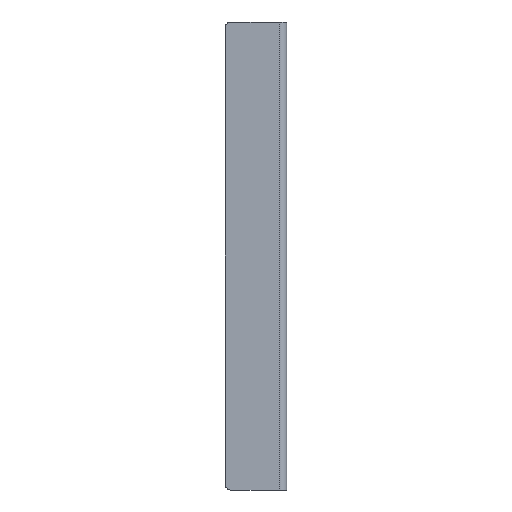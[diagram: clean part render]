
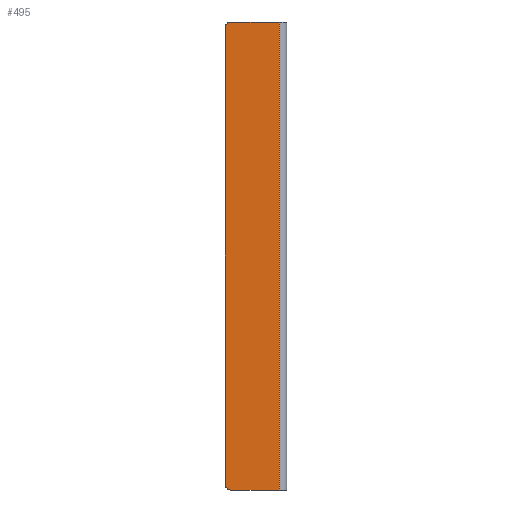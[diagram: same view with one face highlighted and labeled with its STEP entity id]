
A CAD part, left-side view. The second image highlights one B-rep face of the part: STEP entity #495.
In plain terms, the highlighted planar face has unit normal (-1, 0, 0).
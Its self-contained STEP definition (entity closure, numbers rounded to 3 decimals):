
#32=PLANE('',#568);
#59=FACE_OUTER_BOUND('',#89,.T.);
#89=EDGE_LOOP('',(#405,#406,#407,#408,#409,#410));
#121=LINE('',#776,#165);
#127=LINE('',#793,#171);
#136=LINE('',#828,#180);
#140=LINE('',#843,#184);
#165=VECTOR('',#618,10.);
#171=VECTOR('',#634,2.88);
#180=VECTOR('',#675,10.);
#184=VECTOR('',#693,10.);
#200=CIRCLE('',#537,3.);
#203=CIRCLE('',#543,3.);
#230=VERTEX_POINT('',#763);
#231=VERTEX_POINT('',#764);
#235=VERTEX_POINT('',#774);
#239=VERTEX_POINT('',#786);
#240=VERTEX_POINT('',#787);
#241=VERTEX_POINT('',#792);
#272=EDGE_CURVE('',#230,#231,#200,.T.);
#278=EDGE_CURVE('',#235,#230,#121,.T.);
#283=EDGE_CURVE('',#239,#240,#203,.T.);
#286=EDGE_CURVE('',#240,#241,#127,.T.);
#304=EDGE_CURVE('',#235,#241,#136,.T.);
#312=EDGE_CURVE('',#231,#239,#140,.T.);
#405=ORIENTED_EDGE('',*,*,#272,.F.);
#406=ORIENTED_EDGE('',*,*,#278,.F.);
#407=ORIENTED_EDGE('',*,*,#304,.T.);
#408=ORIENTED_EDGE('',*,*,#286,.F.);
#409=ORIENTED_EDGE('',*,*,#283,.F.);
#410=ORIENTED_EDGE('',*,*,#312,.F.);
#495=ADVANCED_FACE('',(#59),#32,.F.);
#537=AXIS2_PLACEMENT_3D('',#765,#608,#609);
#543=AXIS2_PLACEMENT_3D('',#788,#628,#629);
#568=AXIS2_PLACEMENT_3D('',#844,#694,#695);
#608=DIRECTION('center_axis',(1.,0.,0.));
#609=DIRECTION('ref_axis',(0.,0.707,-0.707));
#618=DIRECTION('',(0.,1.,0.));
#628=DIRECTION('center_axis',(1.,0.,0.));
#629=DIRECTION('ref_axis',(0.,0.707,0.707));
#634=DIRECTION('',(0.,-1.,0.));
#675=DIRECTION('',(0.,0.,1.));
#693=DIRECTION('',(0.,0.,1.));
#694=DIRECTION('center_axis',(1.,0.,0.));
#695=DIRECTION('ref_axis',(0.,0.,1.));
#763=CARTESIAN_POINT('',(-34.,30.,-250.));
#764=CARTESIAN_POINT('',(-34.,33.,-247.));
#765=CARTESIAN_POINT('Origin',(-34.,30.,-247.));
#774=CARTESIAN_POINT('',(-34.,4.,-250.));
#776=CARTESIAN_POINT('',(-34.,4.,-250.));
#786=CARTESIAN_POINT('',(-34.,33.,-3.));
#787=CARTESIAN_POINT('',(-34.,30.,0.));
#788=CARTESIAN_POINT('Origin',(-34.,30.,-3.));
#792=CARTESIAN_POINT('',(-34.,4.,0.));
#793=CARTESIAN_POINT('',(-34.,-5.048,0.));
#828=CARTESIAN_POINT('',(-34.,4.,-125.));
#843=CARTESIAN_POINT('',(-34.,33.,-250.));
#844=CARTESIAN_POINT('Origin',(-34.,16.238,-125.));
